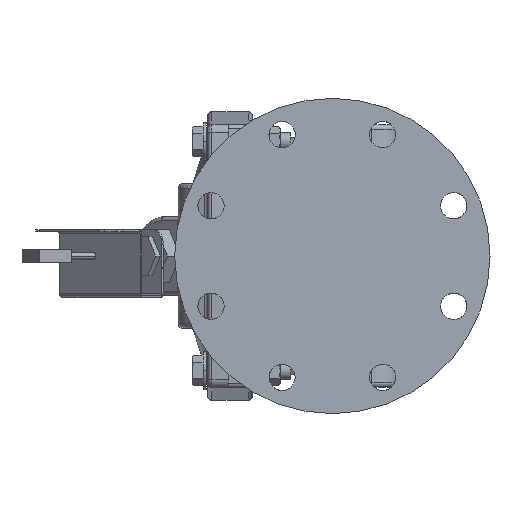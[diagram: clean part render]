
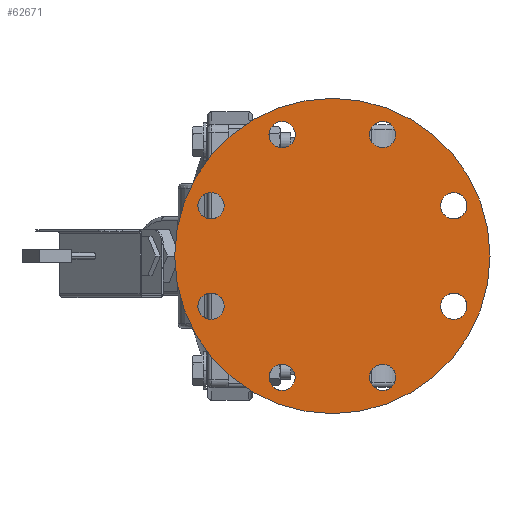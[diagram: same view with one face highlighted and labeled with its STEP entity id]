
A CAD part, left-side view. The second image highlights one B-rep face of the part: STEP entity #62671.
In plain terms, the highlighted planar face has unit normal (-1, 0, 0).
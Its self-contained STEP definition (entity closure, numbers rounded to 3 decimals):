
#21922=CARTESIAN_POINT('',(-5.75,0.,0.));
#21923=DIRECTION('',(1.,0.,0.));
#21924=DIRECTION('',(0.,1.,0.));
#21925=AXIS2_PLACEMENT_3D('',#21922,#21923,#21924);
#21932=CARTESIAN_POINT('',(-5.75,1.435,3.465));
#21933=DIRECTION('',(1.,0.,0.));
#21934=DIRECTION('',(0.,0.,-1.));
#21935=AXIS2_PLACEMENT_3D('',#21932,#21933,#21934);
#21937=CARTESIAN_POINT('',(-5.75,1.435,3.465));
#21938=DIRECTION('',(1.,0.,0.));
#21939=DIRECTION('',(0.,0.,1.));
#21940=AXIS2_PLACEMENT_3D('',#21937,#21938,#21939);
#21942=CARTESIAN_POINT('',(-5.75,3.465,1.435));
#21943=DIRECTION('',(1.,0.,0.));
#21944=DIRECTION('',(0.,-0.707,-0.707));
#21945=AXIS2_PLACEMENT_3D('',#21942,#21943,#21944);
#21947=CARTESIAN_POINT('',(-5.75,3.465,1.435));
#21948=DIRECTION('',(1.,0.,0.));
#21949=DIRECTION('',(0.,0.707,0.707));
#21950=AXIS2_PLACEMENT_3D('',#21947,#21948,#21949);
#21952=CARTESIAN_POINT('',(-5.75,3.465,-1.435));
#21953=DIRECTION('',(1.,0.,0.));
#21954=DIRECTION('',(0.,-1.,0.));
#21955=AXIS2_PLACEMENT_3D('',#21952,#21953,#21954);
#21957=CARTESIAN_POINT('',(-5.75,3.465,-1.435));
#21958=DIRECTION('',(1.,0.,0.));
#21959=DIRECTION('',(0.,1.,0.));
#21960=AXIS2_PLACEMENT_3D('',#21957,#21958,#21959);
#21962=CARTESIAN_POINT('',(-5.75,1.435,-3.465));
#21963=DIRECTION('',(1.,0.,0.));
#21964=DIRECTION('',(0.,-0.707,0.707));
#21965=AXIS2_PLACEMENT_3D('',#21962,#21963,#21964);
#21967=CARTESIAN_POINT('',(-5.75,1.435,-3.465));
#21968=DIRECTION('',(1.,0.,0.));
#21969=DIRECTION('',(0.,0.707,-0.707));
#21970=AXIS2_PLACEMENT_3D('',#21967,#21968,#21969);
#21972=CARTESIAN_POINT('',(-5.75,-1.435,-3.465));
#21973=DIRECTION('',(1.,0.,0.));
#21974=DIRECTION('',(0.,0.,1.));
#21975=AXIS2_PLACEMENT_3D('',#21972,#21973,#21974);
#21977=CARTESIAN_POINT('',(-5.75,-1.435,-3.465));
#21978=DIRECTION('',(1.,0.,0.));
#21979=DIRECTION('',(0.,0.,-1.));
#21980=AXIS2_PLACEMENT_3D('',#21977,#21978,#21979);
#21982=CARTESIAN_POINT('',(-5.75,-3.465,-1.435));
#21983=DIRECTION('',(1.,0.,0.));
#21984=DIRECTION('',(0.,0.707,0.707));
#21985=AXIS2_PLACEMENT_3D('',#21982,#21983,#21984);
#21987=CARTESIAN_POINT('',(-5.75,-3.465,-1.435));
#21988=DIRECTION('',(1.,0.,0.));
#21989=DIRECTION('',(0.,-0.707,-0.707));
#21990=AXIS2_PLACEMENT_3D('',#21987,#21988,#21989);
#21992=CARTESIAN_POINT('',(-5.75,-3.465,1.435));
#21993=DIRECTION('',(1.,0.,0.));
#21994=DIRECTION('',(0.,1.,0.));
#21995=AXIS2_PLACEMENT_3D('',#21992,#21993,#21994);
#21997=CARTESIAN_POINT('',(-5.75,-3.465,1.435));
#21998=DIRECTION('',(1.,0.,0.));
#21999=DIRECTION('',(0.,-1.,0.));
#22000=AXIS2_PLACEMENT_3D('',#21997,#21998,#21999);
#22002=CARTESIAN_POINT('',(-5.75,-1.435,3.465));
#22003=DIRECTION('',(1.,0.,0.));
#22004=DIRECTION('',(0.,0.707,-0.707));
#22005=AXIS2_PLACEMENT_3D('',#22002,#22003,#22004);
#22007=CARTESIAN_POINT('',(-5.75,-1.435,3.465));
#22008=DIRECTION('',(1.,0.,0.));
#22009=DIRECTION('',(0.,-0.707,0.707));
#22010=AXIS2_PLACEMENT_3D('',#22007,#22008,#22009);
#22012=CARTESIAN_POINT('',(-5.75,0.,0.));
#22013=DIRECTION('',(1.,0.,0.));
#22014=DIRECTION('',(0.,-1.,0.));
#22015=AXIS2_PLACEMENT_3D('',#22012,#22013,#22014);
#26173=CARTESIAN_POINT('',(-5.75,4.5,0.));
#26174=CARTESIAN_POINT('',(-5.75,-4.5,0.));
#26175=VERTEX_POINT('',#26173);
#26176=VERTEX_POINT('',#26174);
#27514=CARTESIAN_POINT('',(-5.75,1.435,3.09));
#27516=VERTEX_POINT('',#27514);
#27518=CARTESIAN_POINT('',(-5.75,1.435,3.84));
#27520=VERTEX_POINT('',#27518);
#27522=CARTESIAN_POINT('',(-5.75,3.199,1.17));
#27524=VERTEX_POINT('',#27522);
#27526=CARTESIAN_POINT('',(-5.75,3.73,1.7));
#27528=VERTEX_POINT('',#27526);
#27530=CARTESIAN_POINT('',(-5.75,3.09,-1.435));
#27532=VERTEX_POINT('',#27530);
#27534=CARTESIAN_POINT('',(-5.75,3.84,-1.435));
#27536=VERTEX_POINT('',#27534);
#27538=CARTESIAN_POINT('',(-5.75,1.17,-3.199));
#27540=VERTEX_POINT('',#27538);
#27542=CARTESIAN_POINT('',(-5.75,1.7,-3.73));
#27544=VERTEX_POINT('',#27542);
#27546=CARTESIAN_POINT('',(-5.75,-1.435,-3.09));
#27548=VERTEX_POINT('',#27546);
#27550=CARTESIAN_POINT('',(-5.75,-1.435,-3.84));
#27552=VERTEX_POINT('',#27550);
#27554=CARTESIAN_POINT('',(-5.75,-3.199,-1.17));
#27556=VERTEX_POINT('',#27554);
#27558=CARTESIAN_POINT('',(-5.75,-3.73,-1.7));
#27560=VERTEX_POINT('',#27558);
#27562=CARTESIAN_POINT('',(-5.75,-3.09,1.435));
#27564=VERTEX_POINT('',#27562);
#27566=CARTESIAN_POINT('',(-5.75,-3.84,1.435));
#27568=VERTEX_POINT('',#27566);
#27570=CARTESIAN_POINT('',(-5.75,-1.17,3.199));
#27572=VERTEX_POINT('',#27570);
#27574=CARTESIAN_POINT('',(-5.75,-1.7,3.73));
#27576=VERTEX_POINT('',#27574);
#62613=CARTESIAN_POINT('',(-5.75,-4.5,-6.375));
#62614=DIRECTION('',(1.,0.,0.));
#62615=DIRECTION('',(0.,1.,0.));
#62616=AXIS2_PLACEMENT_3D('',#62613,#62614,#62615);
#62617=PLANE('',#62616);
#62618=ORIENTED_EDGE('',*,*,#62596,.T.);
#62620=ORIENTED_EDGE('',*,*,#62619,.T.);
#62621=EDGE_LOOP('',(#62618,#62620));
#62622=FACE_OUTER_BOUND('',#62621,.F.);
#62624=ORIENTED_EDGE('',*,*,#62623,.F.);
#62626=ORIENTED_EDGE('',*,*,#62625,.F.);
#62627=EDGE_LOOP('',(#62624,#62626));
#62628=FACE_BOUND('',#62627,.F.);
#62630=ORIENTED_EDGE('',*,*,#62629,.F.);
#62632=ORIENTED_EDGE('',*,*,#62631,.F.);
#62633=EDGE_LOOP('',(#62630,#62632));
#62634=FACE_BOUND('',#62633,.F.);
#62636=ORIENTED_EDGE('',*,*,#62635,.F.);
#62638=ORIENTED_EDGE('',*,*,#62637,.F.);
#62639=EDGE_LOOP('',(#62636,#62638));
#62640=FACE_BOUND('',#62639,.F.);
#62642=ORIENTED_EDGE('',*,*,#62641,.F.);
#62644=ORIENTED_EDGE('',*,*,#62643,.F.);
#62645=EDGE_LOOP('',(#62642,#62644));
#62646=FACE_BOUND('',#62645,.F.);
#62648=ORIENTED_EDGE('',*,*,#62647,.F.);
#62650=ORIENTED_EDGE('',*,*,#62649,.F.);
#62651=EDGE_LOOP('',(#62648,#62650));
#62652=FACE_BOUND('',#62651,.F.);
#62654=ORIENTED_EDGE('',*,*,#62653,.F.);
#62656=ORIENTED_EDGE('',*,*,#62655,.F.);
#62657=EDGE_LOOP('',(#62654,#62656));
#62658=FACE_BOUND('',#62657,.F.);
#62660=ORIENTED_EDGE('',*,*,#62659,.F.);
#62662=ORIENTED_EDGE('',*,*,#62661,.F.);
#62663=EDGE_LOOP('',(#62660,#62662));
#62664=FACE_BOUND('',#62663,.F.);
#62666=ORIENTED_EDGE('',*,*,#62665,.F.);
#62668=ORIENTED_EDGE('',*,*,#62667,.F.);
#62669=EDGE_LOOP('',(#62666,#62668));
#62670=FACE_BOUND('',#62669,.F.);
#21926=CIRCLE('',#21925,4.5);
#21936=CIRCLE('',#21935,0.375);
#21941=CIRCLE('',#21940,0.375);
#21946=CIRCLE('',#21945,0.375);
#21951=CIRCLE('',#21950,0.375);
#21956=CIRCLE('',#21955,0.375);
#21961=CIRCLE('',#21960,0.375);
#21966=CIRCLE('',#21965,0.375);
#21971=CIRCLE('',#21970,0.375);
#21976=CIRCLE('',#21975,0.375);
#21981=CIRCLE('',#21980,0.375);
#21986=CIRCLE('',#21985,0.375);
#21991=CIRCLE('',#21990,0.375);
#21996=CIRCLE('',#21995,0.375);
#22001=CIRCLE('',#22000,0.375);
#22006=CIRCLE('',#22005,0.375);
#22011=CIRCLE('',#22010,0.375);
#22016=CIRCLE('',#22015,4.5);
#62596=EDGE_CURVE('',#26175,#26176,#21926,.T.);
#62619=EDGE_CURVE('',#26176,#26175,#22016,.T.);
#62623=EDGE_CURVE('',#27516,#27520,#21936,.T.);
#62625=EDGE_CURVE('',#27520,#27516,#21941,.T.);
#62629=EDGE_CURVE('',#27524,#27528,#21946,.T.);
#62631=EDGE_CURVE('',#27528,#27524,#21951,.T.);
#62635=EDGE_CURVE('',#27532,#27536,#21956,.T.);
#62637=EDGE_CURVE('',#27536,#27532,#21961,.T.);
#62641=EDGE_CURVE('',#27540,#27544,#21966,.T.);
#62643=EDGE_CURVE('',#27544,#27540,#21971,.T.);
#62647=EDGE_CURVE('',#27548,#27552,#21976,.T.);
#62649=EDGE_CURVE('',#27552,#27548,#21981,.T.);
#62653=EDGE_CURVE('',#27556,#27560,#21986,.T.);
#62655=EDGE_CURVE('',#27560,#27556,#21991,.T.);
#62659=EDGE_CURVE('',#27564,#27568,#21996,.T.);
#62661=EDGE_CURVE('',#27568,#27564,#22001,.T.);
#62665=EDGE_CURVE('',#27572,#27576,#22006,.T.);
#62667=EDGE_CURVE('',#27576,#27572,#22011,.T.);
#62671=ADVANCED_FACE('',(#62622,#62628,#62634,#62640,#62646,#62652,#62658,
#62664,#62670),#62617,.F.);
